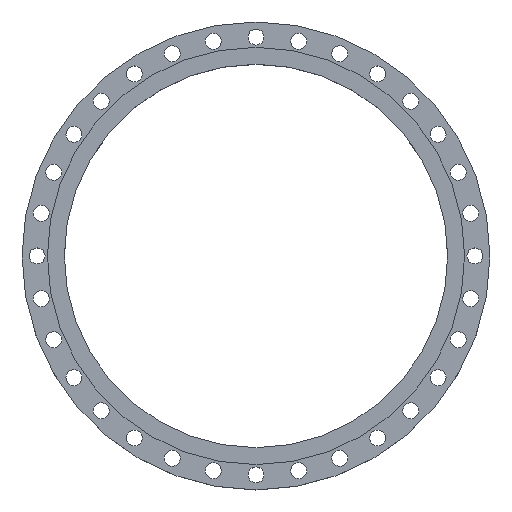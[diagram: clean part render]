
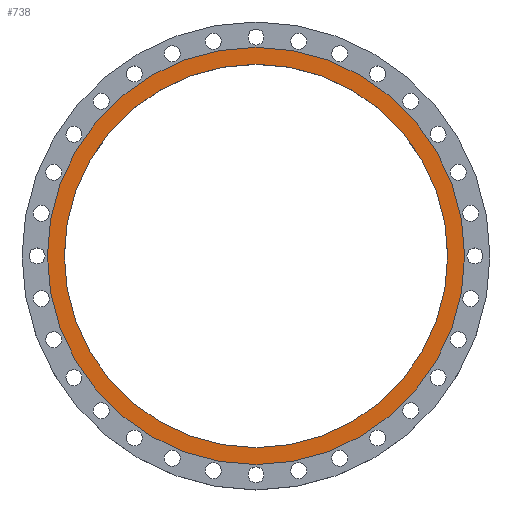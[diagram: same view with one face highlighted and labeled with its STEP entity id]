
A CAD part, top view. The second image highlights one B-rep face of the part: STEP entity #738.
In plain terms, the highlighted planar face has unit normal (0, 0, 1).
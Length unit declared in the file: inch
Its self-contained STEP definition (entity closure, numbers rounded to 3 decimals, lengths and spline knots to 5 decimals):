
#36 = EDGE_LOOP ( 'NONE', ( #489, #2254 ) ) ;
#60 = EDGE_CURVE ( 'NONE', #1382, #1380, #2143, .T. ) ;
#98 = CARTESIAN_POINT ( 'NONE',  ( 0., 0., 0. ) ) ;
#139 = DIRECTION ( 'NONE',  ( 0., 0., 1. ) ) ;
#247 = DIRECTION ( 'NONE',  ( 0., 0., -1. ) ) ;
#328 = VERTEX_POINT ( 'NONE', #720 ) ;
#393 = CARTESIAN_POINT ( 'NONE',  ( 25.5, 0., 0. ) ) ;
#401 = CARTESIAN_POINT ( 'NONE',  ( 0., 0., 0. ) ) ;
#418 = FACE_OUTER_BOUND ( 'NONE', #36, .T. ) ;
#429 = AXIS2_PLACEMENT_3D ( 'NONE', #401, #1284, #2187 ) ;
#489 = ORIENTED_EDGE ( 'NONE', *, *, #2643, .T. ) ;
#637 = DIRECTION ( 'NONE',  ( 1., 0., 0. ) ) ;
#720 = CARTESIAN_POINT ( 'NONE',  ( 27.75, 0., 0. ) ) ;
#738 = ADVANCED_FACE ( 'NONE', ( #2421, #418 ), #1470, .F. ) ;
#856 = CARTESIAN_POINT ( 'NONE',  ( -25.5, 0., 0. ) ) ;
#882 = AXIS2_PLACEMENT_3D ( 'NONE', #2366, #1937, #2397 ) ;
#888 = DIRECTION ( 'NONE',  ( -1., 0., 0. ) ) ;
#989 = CIRCLE ( 'NONE', #2293, 25.5 ) ;
#1222 = EDGE_CURVE ( 'NONE', #1380, #1382, #989, .T. ) ;
#1284 = DIRECTION ( 'NONE',  ( 0., 0., 1. ) ) ;
#1380 = VERTEX_POINT ( 'NONE', #856 ) ;
#1382 = VERTEX_POINT ( 'NONE', #393 ) ;
#1470 = PLANE ( 'NONE',  #2625 ) ;
#1556 = VERTEX_POINT ( 'NONE', #1715 ) ;
#1689 = CIRCLE ( 'NONE', #429, 27.75 ) ;
#1715 = CARTESIAN_POINT ( 'NONE',  ( -27.75, 0., 0. ) ) ;
#1716 = DIRECTION ( 'NONE',  ( 1., 0., 0. ) ) ;
#1732 = CARTESIAN_POINT ( 'NONE',  ( 0., 0., 0. ) ) ;
#1937 = DIRECTION ( 'NONE',  ( 0., 0., 1. ) ) ;
#2143 = CIRCLE ( 'NONE', #882, 25.5 ) ;
#2187 = DIRECTION ( 'NONE',  ( 1., 0., 0. ) ) ;
#2207 = AXIS2_PLACEMENT_3D ( 'NONE', #98, #139, #1716 ) ;
#2254 = ORIENTED_EDGE ( 'NONE', *, *, #2452, .T. ) ;
#2257 = CARTESIAN_POINT ( 'NONE',  ( 0., 25.5, 0. ) ) ;
#2293 = AXIS2_PLACEMENT_3D ( 'NONE', #1732, #2832, #637 ) ;
#2365 = EDGE_LOOP ( 'NONE', ( #2577, #2831 ) ) ;
#2366 = CARTESIAN_POINT ( 'NONE',  ( 0., 0., 0. ) ) ;
#2393 = CIRCLE ( 'NONE', #2207, 27.75 ) ;
#2397 = DIRECTION ( 'NONE',  ( 1., 0., 0. ) ) ;
#2421 = FACE_BOUND ( 'NONE', #2365, .T. ) ;
#2452 = EDGE_CURVE ( 'NONE', #1556, #328, #2393, .T. ) ;
#2577 = ORIENTED_EDGE ( 'NONE', *, *, #60, .F. ) ;
#2625 = AXIS2_PLACEMENT_3D ( 'NONE', #2257, #247, #888 ) ;
#2643 = EDGE_CURVE ( 'NONE', #328, #1556, #1689, .T. ) ;
#2831 = ORIENTED_EDGE ( 'NONE', *, *, #1222, .F. ) ;
#2832 = DIRECTION ( 'NONE',  ( 0., 0., 1. ) ) ;
